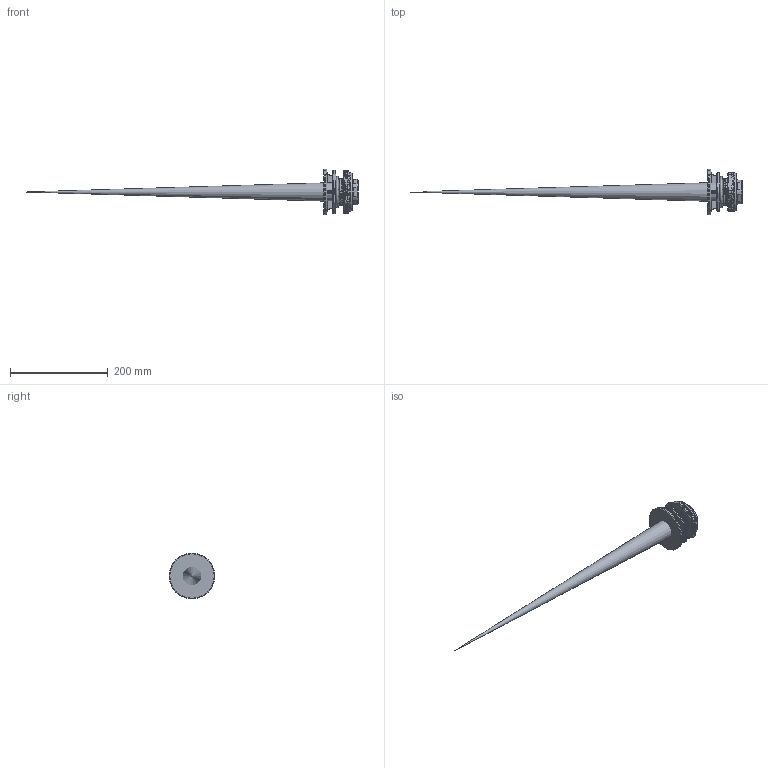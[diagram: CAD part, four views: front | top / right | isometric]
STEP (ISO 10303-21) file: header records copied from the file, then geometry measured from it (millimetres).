
FILE_DESCRIPTION(/* description */ ('1-1/4"ANTI VORTEX TANK FITTING'),/* implementation_level */ '2;1');
FILE_NAME(/* name */ 'TF125AV.stp',/* time_stamp */ '2020-08-13T14:26:11-04:00',/* author */ ('jhill4'),/* organization */ (''),/* preprocessor_version */ 'ST-DEVELOPER v17.2',/* originating_system */ 'Autodesk Inventor 2019',/* authorisation */ '');
FILE_SCHEMA (('AUTOMOTIVE_DESIGN { 1 0 10303 214 3 1 1 }'));
Length unit declared in the file: inch
Products named in the file (5): TF125AV; TF121AV; TF103; TF103X; TF330V
Assembly tree (4 placements, depth 3):
  TF125AV
    TF121AV
    TF103
      TF103X
    TF330V
Bounding box: 679.91 x 93.98 x 93.98 mm (x, y, z)
Volume: 169972.3 mm3; surface area: 235027.6 mm2
Topology: 3 solids, 3 shells, 864 faces, 2310 edges, 1471 vertices
Faces by surface type: plane 488, bspline 163, cylinder 132, torus 45, cone 20, sphere 16
Full cylindrical faces by diameter (mm): 37.084 x1, 51.816 x8, 53.848 x3, 56.388 x7, 56.896 x1, 57.531 x5, 77.978 x1, 93.98 x1
Entity records: 33629 total; most frequent: CARTESIAN_POINT 13096, ORIENTED_EDGE 4558, DIRECTION 3633, EDGE_CURVE 2279, LINE 1525, VECTOR 1525, VERTEX_POINT 1468, AXIS2_PLACEMENT_3D 1054
